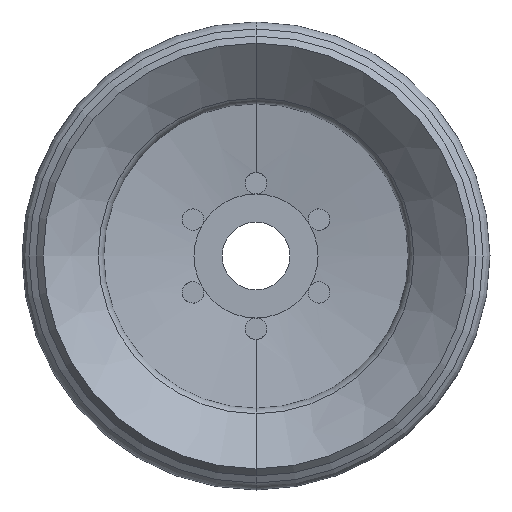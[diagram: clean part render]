
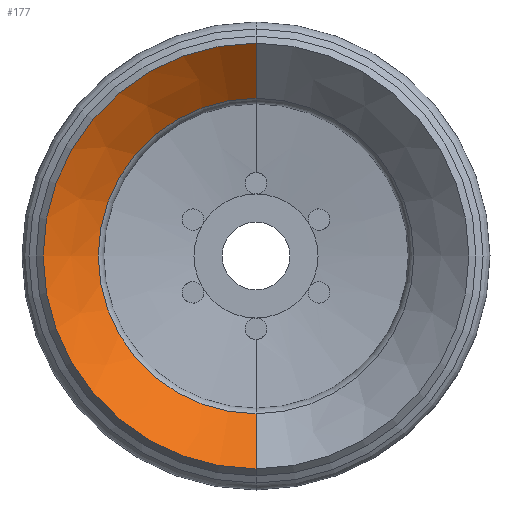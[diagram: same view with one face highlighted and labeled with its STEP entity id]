
A CAD part, front view. The second image highlights one B-rep face of the part: STEP entity #177.
In plain terms, the highlighted conical face has half-angle 48.737 degrees and reference radius 27.97 mm.
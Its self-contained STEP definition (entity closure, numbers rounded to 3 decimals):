
#177=ADVANCED_FACE('',(#433),#434,.F.);
#433=FACE_OUTER_BOUND('',#769,.T.);
#434=CONICAL_SURFACE('',#770,27.97,0.851);
#769=EDGE_LOOP('',(#4718,#4719,#4720,#4721));
#770=AXIS2_PLACEMENT_3D('',#4722,#4723,#4724);
#4718=ORIENTED_EDGE('',*,*,#5386,.T.);
#4719=ORIENTED_EDGE('',*,*,#5486,.T.);
#4720=ORIENTED_EDGE('',*,*,#5487,.F.);
#4721=ORIENTED_EDGE('',*,*,#5488,.F.);
#4722=CARTESIAN_POINT('',(0.0,-38.222,0.0));
#4723=DIRECTION('',(0.0,-1.0,-0.0));
#4724=DIRECTION('',(0.0,0.0,-1.0));
#5386=EDGE_CURVE('',#5758,#5762,#5764,.T.);
#5486=EDGE_CURVE('',#5762,#5923,#5929,.T.);
#5487=EDGE_CURVE('',#5924,#5923,#5930,.T.);
#5488=EDGE_CURVE('',#5758,#5924,#5931,.T.);
#5758=VERTEX_POINT('',#6276);
#5762=VERTEX_POINT('',#6280);
#5764=CIRCLE('',#6282,27.97);
#5923=VERTEX_POINT('',#6655);
#5924=VERTEX_POINT('',#6656);
#5929=LINE('',#6663,#6664);
#5930=CIRCLE('',#6665,37.747);
#5931=LINE('',#6666,#6667);
#6276=CARTESIAN_POINT('',(0.,-38.222,-27.97));
#6280=CARTESIAN_POINT('',(0.0,-38.222,27.97));
#6282=AXIS2_PLACEMENT_3D('',#8661,#8662,#8663);
#6655=CARTESIAN_POINT('',(0.,-46.8,37.747));
#6656=CARTESIAN_POINT('',(0.0,-46.8,-37.747));
#6663=CARTESIAN_POINT('',(0.,-38.222,27.97));
#6664=VECTOR('',#8802,1000.0);
#6665=AXIS2_PLACEMENT_3D('',#8803,#8804,#8805);
#6666=CARTESIAN_POINT('',(0.0,-38.222,-27.97));
#6667=VECTOR('',#8806,1000.0);
#8661=CARTESIAN_POINT('',(0.0,-38.222,0.0));
#8662=DIRECTION('',(0.0,1.0,0.0));
#8663=DIRECTION('',(0.0,0.0,1.0));
#8802=DIRECTION('',(0.,-0.66,0.752));
#8803=CARTESIAN_POINT('',(0.0,-46.8,0.0));
#8804=DIRECTION('',(0.0,1.0,0.0));
#8805=DIRECTION('',(0.0,0.0,1.0));
#8806=DIRECTION('',(0.0,-0.66,-0.752));
